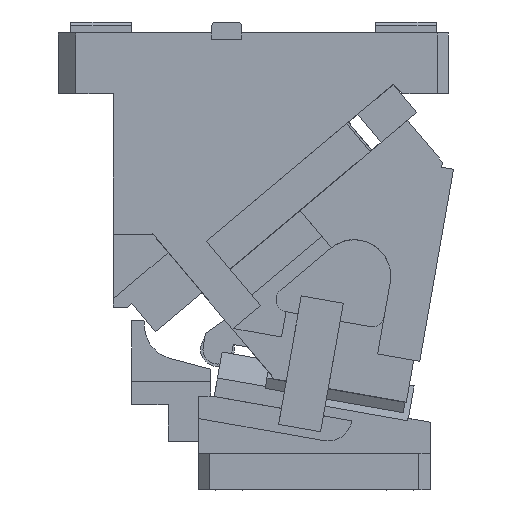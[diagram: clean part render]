
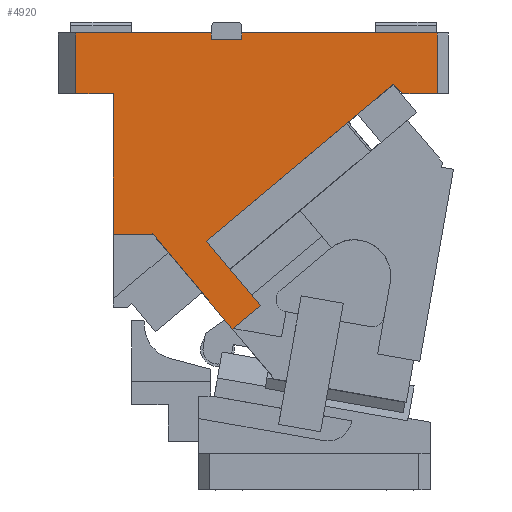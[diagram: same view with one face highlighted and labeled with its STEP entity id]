
A CAD part, front view. The second image highlights one B-rep face of the part: STEP entity #4920.
In plain terms, the highlighted planar face has unit normal (0, -1, 0).
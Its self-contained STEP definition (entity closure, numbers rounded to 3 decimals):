
#3738=CARTESIAN_POINT('Vertex',(-70.,-150.,325.)) ;
#3741=CARTESIAN_POINT('Line Origine',(-85.379,-150.,325.)) ;
#3745=CARTESIAN_POINT('Vertex',(-100.757,-150.,325.)) ;
#3947=CARTESIAN_POINT('Vertex',(-100.757,-150.,375.)) ;
#3950=CARTESIAN_POINT('Line Origine',(-45.109,-150.,375.)) ;
#3954=CARTESIAN_POINT('Vertex',(10.54,-150.,375.)) ;
#4010=CARTESIAN_POINT('Vertex',(35.54,-150.,375.)) ;
#4013=CARTESIAN_POINT('Line Origine',(115.649,-150.,375.)) ;
#4017=CARTESIAN_POINT('Vertex',(195.757,-150.,375.)) ;
#4730=CARTESIAN_POINT('Vertex',(-70.,-150.,210.)) ;
#4733=CARTESIAN_POINT('Line Origine',(-70.,-150.,267.5)) ;
#4811=CARTESIAN_POINT('Axis2P3D Location',(134.715,-150.,360.071)) ;
#4816=CARTESIAN_POINT('Line Origine',(-100.757,-150.,350.)) ;
#4821=CARTESIAN_POINT('Line Origine',(-53.982,-150.,210.)) ;
#4825=CARTESIAN_POINT('Vertex',(-37.963,-150.,210.)) ;
#4828=CARTESIAN_POINT('Line Origine',(-37.853,-150.,210.093)) ;
#4832=CARTESIAN_POINT('Vertex',(-37.743,-150.,210.185)) ;
#4835=CARTESIAN_POINT('Line Origine',(-4.96,-150.,171.117)) ;
#4839=CARTESIAN_POINT('Vertex',(27.822,-150.,132.049)) ;
#4842=CARTESIAN_POINT('Line Origine',(39.312,-150.,141.691)) ;
#4846=CARTESIAN_POINT('Vertex',(50.803,-150.,151.332)) ;
#4849=CARTESIAN_POINT('Line Origine',(28.627,-150.,177.761)) ;
#4853=CARTESIAN_POINT('Vertex',(6.451,-150.,204.19)) ;
#4856=CARTESIAN_POINT('Line Origine',(83.247,-150.,268.629)) ;
#4860=CARTESIAN_POINT('Vertex',(160.043,-150.,333.068)) ;
#4863=CARTESIAN_POINT('Line Origine',(163.428,-150.,329.034)) ;
#4867=CARTESIAN_POINT('Vertex',(166.813,-150.,325.)) ;
#4870=CARTESIAN_POINT('Line Origine',(181.285,-150.,325.)) ;
#4874=CARTESIAN_POINT('Vertex',(195.757,-150.,325.)) ;
#4877=CARTESIAN_POINT('Line Origine',(195.757,-150.,350.)) ;
#4882=CARTESIAN_POINT('Line Origine',(35.54,-150.,372.5)) ;
#4886=CARTESIAN_POINT('Vertex',(35.54,-150.,370.)) ;
#4889=CARTESIAN_POINT('Line Origine',(23.04,-150.,370.)) ;
#4893=CARTESIAN_POINT('Vertex',(10.54,-150.,370.)) ;
#4896=CARTESIAN_POINT('Line Origine',(10.54,-150.,372.5)) ;
#3742=DIRECTION('Vector Direction',(-1.,0.,0.)) ;
#3951=DIRECTION('Vector Direction',(1.,0.,0.)) ;
#4014=DIRECTION('Vector Direction',(1.,0.,0.)) ;
#4734=DIRECTION('Vector Direction',(0.,0.,1.)) ;
#4812=DIRECTION('Axis2P3D Direction',(0.,-1.,0.)) ;
#4813=DIRECTION('Axis2P3D XDirection',(1.,0.,0.)) ;
#4817=DIRECTION('Vector Direction',(0.,0.,-1.)) ;
#4822=DIRECTION('Vector Direction',(1.,0.,0.)) ;
#4829=DIRECTION('Vector Direction',(0.766,0.,0.643)) ;
#4836=DIRECTION('Vector Direction',(0.643,0.,-0.766)) ;
#4843=DIRECTION('Vector Direction',(-0.766,0.,-0.643)) ;
#4850=DIRECTION('Vector Direction',(-0.643,0.,0.766)) ;
#4857=DIRECTION('Vector Direction',(-0.766,0.,-0.643)) ;
#4864=DIRECTION('Vector Direction',(-0.643,0.,0.766)) ;
#4871=DIRECTION('Vector Direction',(1.,0.,0.)) ;
#4878=DIRECTION('Vector Direction',(0.,0.,-1.)) ;
#4883=DIRECTION('Vector Direction',(0.,0.,-1.)) ;
#4890=DIRECTION('Vector Direction',(1.,0.,0.)) ;
#4897=DIRECTION('Vector Direction',(0.,0.,-1.)) ;
#4814=AXIS2_PLACEMENT_3D('Plane Axis2P3D',#4811,#4812,#4813) ;
#4902=ORIENTED_EDGE('',*,*,#3956,.F.) ;
#4903=ORIENTED_EDGE('',*,*,#4820,.T.) ;
#4904=ORIENTED_EDGE('',*,*,#3747,.F.) ;
#4905=ORIENTED_EDGE('',*,*,#4737,.F.) ;
#4906=ORIENTED_EDGE('',*,*,#4827,.T.) ;
#4907=ORIENTED_EDGE('',*,*,#4834,.T.) ;
#4908=ORIENTED_EDGE('',*,*,#4841,.T.) ;
#4909=ORIENTED_EDGE('',*,*,#4848,.T.) ;
#4910=ORIENTED_EDGE('',*,*,#4855,.T.) ;
#4911=ORIENTED_EDGE('',*,*,#4862,.F.) ;
#4912=ORIENTED_EDGE('',*,*,#4869,.F.) ;
#4913=ORIENTED_EDGE('',*,*,#4876,.T.) ;
#4914=ORIENTED_EDGE('',*,*,#4881,.F.) ;
#4915=ORIENTED_EDGE('',*,*,#4019,.F.) ;
#4916=ORIENTED_EDGE('',*,*,#4888,.T.) ;
#4917=ORIENTED_EDGE('',*,*,#4895,.T.) ;
#4918=ORIENTED_EDGE('',*,*,#4900,.F.) ;
#3743=VECTOR('Line Direction',#3742,1.) ;
#3952=VECTOR('Line Direction',#3951,1.) ;
#4015=VECTOR('Line Direction',#4014,1.) ;
#4735=VECTOR('Line Direction',#4734,1.) ;
#4818=VECTOR('Line Direction',#4817,1.) ;
#4823=VECTOR('Line Direction',#4822,1.) ;
#4830=VECTOR('Line Direction',#4829,1.) ;
#4837=VECTOR('Line Direction',#4836,1.) ;
#4844=VECTOR('Line Direction',#4843,1.) ;
#4851=VECTOR('Line Direction',#4850,1.) ;
#4858=VECTOR('Line Direction',#4857,1.) ;
#4865=VECTOR('Line Direction',#4864,1.) ;
#4872=VECTOR('Line Direction',#4871,1.) ;
#4879=VECTOR('Line Direction',#4878,1.) ;
#4884=VECTOR('Line Direction',#4883,1.) ;
#4891=VECTOR('Line Direction',#4890,1.) ;
#4898=VECTOR('Line Direction',#4897,1.) ;
#4920=ADVANCED_FACE('CAM HOLDER',(#4919),#4815,.T.) ;
#3747=EDGE_CURVE('',#3739,#3746,#3744,.T.) ;
#3956=EDGE_CURVE('',#3948,#3955,#3953,.T.) ;
#4019=EDGE_CURVE('',#4011,#4018,#4016,.T.) ;
#4737=EDGE_CURVE('',#4731,#3739,#4736,.T.) ;
#4820=EDGE_CURVE('',#3948,#3746,#4819,.T.) ;
#4827=EDGE_CURVE('',#4731,#4826,#4824,.T.) ;
#4834=EDGE_CURVE('',#4826,#4833,#4831,.T.) ;
#4841=EDGE_CURVE('',#4833,#4840,#4838,.T.) ;
#4848=EDGE_CURVE('',#4840,#4847,#4845,.F.) ;
#4855=EDGE_CURVE('',#4847,#4854,#4852,.T.) ;
#4862=EDGE_CURVE('',#4861,#4854,#4859,.T.) ;
#4869=EDGE_CURVE('',#4868,#4861,#4866,.T.) ;
#4876=EDGE_CURVE('',#4868,#4875,#4873,.T.) ;
#4881=EDGE_CURVE('',#4018,#4875,#4880,.T.) ;
#4888=EDGE_CURVE('',#4011,#4887,#4885,.T.) ;
#4895=EDGE_CURVE('',#4887,#4894,#4892,.F.) ;
#4900=EDGE_CURVE('',#3955,#4894,#4899,.T.) ;
#4901=EDGE_LOOP('',(#4902,#4903,#4904,#4905,#4906,#4907,#4908,#4909,#4910,#4911,#4912,#4913,#4914,#4915,#4916,#4917,#4918)) ;
#4919=FACE_OUTER_BOUND('',#4901,.T.) ;
#3744=LINE('Line',#3741,#3743) ;
#3953=LINE('Line',#3950,#3952) ;
#4016=LINE('Line',#4013,#4015) ;
#4736=LINE('Line',#4733,#4735) ;
#4819=LINE('Line',#4816,#4818) ;
#4824=LINE('Line',#4821,#4823) ;
#4831=LINE('Line',#4828,#4830) ;
#4838=LINE('Line',#4835,#4837) ;
#4845=LINE('Line',#4842,#4844) ;
#4852=LINE('Line',#4849,#4851) ;
#4859=LINE('Line',#4856,#4858) ;
#4866=LINE('Line',#4863,#4865) ;
#4873=LINE('Line',#4870,#4872) ;
#4880=LINE('Line',#4877,#4879) ;
#4885=LINE('Line',#4882,#4884) ;
#4892=LINE('Line',#4889,#4891) ;
#4899=LINE('Line',#4896,#4898) ;
#4815=PLANE('Plane',#4814) ;
#3739=VERTEX_POINT('',#3738) ;
#3746=VERTEX_POINT('',#3745) ;
#3948=VERTEX_POINT('',#3947) ;
#3955=VERTEX_POINT('',#3954) ;
#4011=VERTEX_POINT('',#4010) ;
#4018=VERTEX_POINT('',#4017) ;
#4731=VERTEX_POINT('',#4730) ;
#4826=VERTEX_POINT('',#4825) ;
#4833=VERTEX_POINT('',#4832) ;
#4840=VERTEX_POINT('',#4839) ;
#4847=VERTEX_POINT('',#4846) ;
#4854=VERTEX_POINT('',#4853) ;
#4861=VERTEX_POINT('',#4860) ;
#4868=VERTEX_POINT('',#4867) ;
#4875=VERTEX_POINT('',#4874) ;
#4887=VERTEX_POINT('',#4886) ;
#4894=VERTEX_POINT('',#4893) ;
